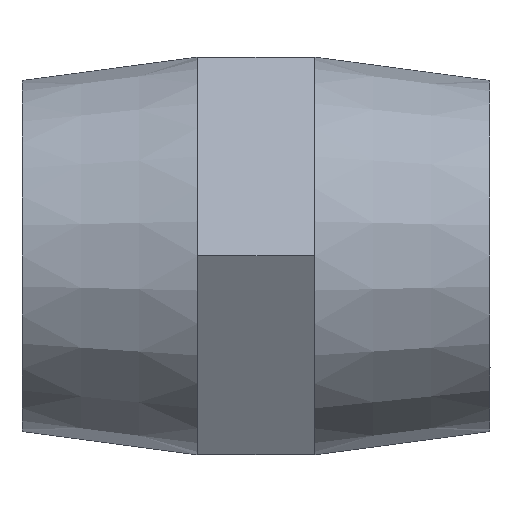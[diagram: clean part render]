
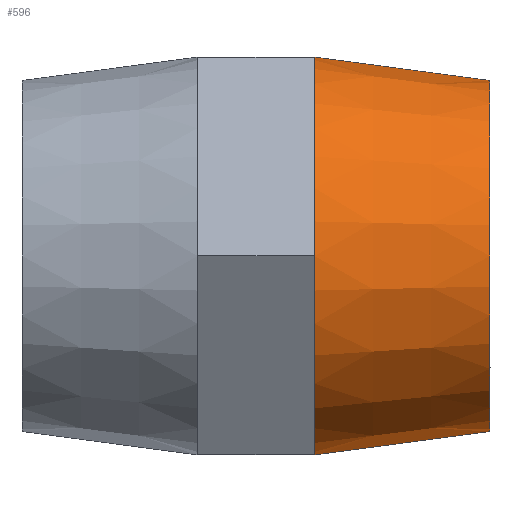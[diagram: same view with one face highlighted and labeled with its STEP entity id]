
A CAD part, left-side view. The second image highlights one B-rep face of the part: STEP entity #596.
In plain terms, the highlighted conical face has half-angle 7.595 degrees and reference radius 8.5 mm.
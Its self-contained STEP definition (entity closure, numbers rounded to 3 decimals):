
#13 = CIRCLE ( 'NONE', #3585, 8.5 ) ;
#20 = DIRECTION ( 'NONE',  ( 0., 1., 0. ) ) ;
#35 = CARTESIAN_POINT ( 'NONE',  ( 0., -2.5, 8.5 ) ) ;
#79 = ORIENTED_EDGE ( 'NONE', *, *, #2956, .F. ) ;
#208 = LINE ( 'NONE', #409, #2581 ) ;
#354 = VERTEX_POINT ( 'NONE', #2675 ) ;
#376 = DIRECTION ( 'NONE',  ( 0., 1., 0. ) ) ;
#403 = ORIENTED_EDGE ( 'NONE', *, *, #2472, .F. ) ;
#407 = AXIS2_PLACEMENT_3D ( 'NONE', #1265, #3337, #1633 ) ;
#409 = CARTESIAN_POINT ( 'NONE',  ( 0., -2.5, -8.5 ) ) ;
#436 = AXIS2_PLACEMENT_3D ( 'NONE', #1534, #2471, #3623 ) ;
#578 = CIRCLE ( 'NONE', #436, 8.5 ) ;
#596 = ADVANCED_FACE ( 'NONE', ( #1935 ), #3002, .T. ) ;
#598 = VERTEX_POINT ( 'NONE', #3139 ) ;
#657 = EDGE_CURVE ( 'NONE', #598, #2912, #1506, .T. ) ;
#729 = VERTEX_POINT ( 'NONE', #1412 ) ;
#775 = VECTOR ( 'NONE', #1234, 1000. ) ;
#810 = EDGE_CURVE ( 'NONE', #2912, #354, #2446, .T. ) ;
#1063 = AXIS2_PLACEMENT_3D ( 'NONE', #2696, #20, #2243 ) ;
#1074 = CARTESIAN_POINT ( 'NONE',  ( 0., -2.5, 0. ) ) ;
#1135 = ORIENTED_EDGE ( 'NONE', *, *, #2269, .F. ) ;
#1234 = DIRECTION ( 'NONE',  ( 0., 0.991, 0.132 ) ) ;
#1265 = CARTESIAN_POINT ( 'NONE',  ( 0., -10., 0. ) ) ;
#1399 = VERTEX_POINT ( 'NONE', #3651 ) ;
#1412 = CARTESIAN_POINT ( 'NONE',  ( 0., -2.5, -8.5 ) ) ;
#1506 = CIRCLE ( 'NONE', #407, 7.5 ) ;
#1534 = CARTESIAN_POINT ( 'NONE',  ( 0., -2.5, 0. ) ) ;
#1619 = EDGE_CURVE ( 'NONE', #2842, #354, #578, .T. ) ;
#1633 = DIRECTION ( 'NONE',  ( 0., 0., 1. ) ) ;
#1830 = ORIENTED_EDGE ( 'NONE', *, *, #810, .T. ) ;
#1912 = CARTESIAN_POINT ( 'NONE',  ( 0., -10., 7.5 ) ) ;
#1935 = FACE_OUTER_BOUND ( 'NONE', #2002, .T. ) ;
#2002 = EDGE_LOOP ( 'NONE', ( #403, #3083, #1830, #2711, #79, #1135 ) ) ;
#2233 = DIRECTION ( 'NONE',  ( 0., 0., 1. ) ) ;
#2243 = DIRECTION ( 'NONE',  ( 0., 0., 1. ) ) ;
#2269 = EDGE_CURVE ( 'NONE', #729, #1399, #2720, .T. ) ;
#2446 = LINE ( 'NONE', #35, #775 ) ;
#2471 = DIRECTION ( 'NONE',  ( 0., 1., 0. ) ) ;
#2472 = EDGE_CURVE ( 'NONE', #598, #729, #208, .T. ) ;
#2581 = VECTOR ( 'NONE', #2816, 1000. ) ;
#2675 = CARTESIAN_POINT ( 'NONE',  ( 0., -2.5, 8.5 ) ) ;
#2687 = AXIS2_PLACEMENT_3D ( 'NONE', #1074, #3430, #2233 ) ;
#2696 = CARTESIAN_POINT ( 'NONE',  ( 0., -2.5, 0. ) ) ;
#2711 = ORIENTED_EDGE ( 'NONE', *, *, #1619, .F. ) ;
#2720 = CIRCLE ( 'NONE', #2687, 8.5 ) ;
#2816 = DIRECTION ( 'NONE',  ( 0., 0.991, -0.132 ) ) ;
#2842 = VERTEX_POINT ( 'NONE', #3335 ) ;
#2912 = VERTEX_POINT ( 'NONE', #1912 ) ;
#2956 = EDGE_CURVE ( 'NONE', #1399, #2842, #13, .T. ) ;
#3002 = CONICAL_SURFACE ( 'NONE', #1063, 8.5, 0.133 ) ;
#3083 = ORIENTED_EDGE ( 'NONE', *, *, #657, .T. ) ;
#3124 = DIRECTION ( 'NONE',  ( 0., 0., 1. ) ) ;
#3139 = CARTESIAN_POINT ( 'NONE',  ( 0., -10., -7.5 ) ) ;
#3335 = CARTESIAN_POINT ( 'NONE',  ( -7.361, -2.5, 4.25 ) ) ;
#3337 = DIRECTION ( 'NONE',  ( 0., 1., 0. ) ) ;
#3430 = DIRECTION ( 'NONE',  ( 0., 1., 0. ) ) ;
#3585 = AXIS2_PLACEMENT_3D ( 'NONE', #3671, #376, #3124 ) ;
#3623 = DIRECTION ( 'NONE',  ( 0., 0., 1. ) ) ;
#3651 = CARTESIAN_POINT ( 'NONE',  ( -7.361, -2.5, -4.25 ) ) ;
#3671 = CARTESIAN_POINT ( 'NONE',  ( 0., -2.5, 0. ) ) ;
